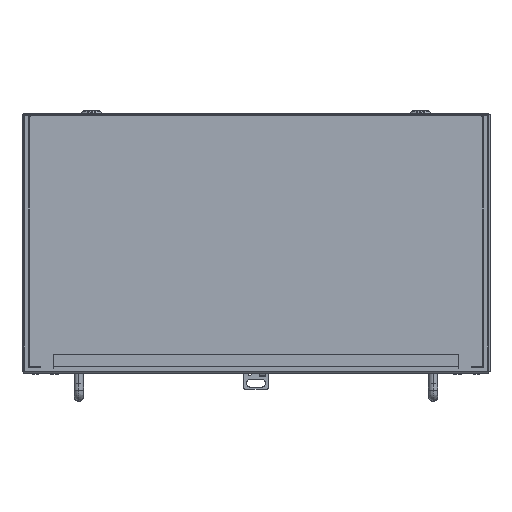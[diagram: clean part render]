
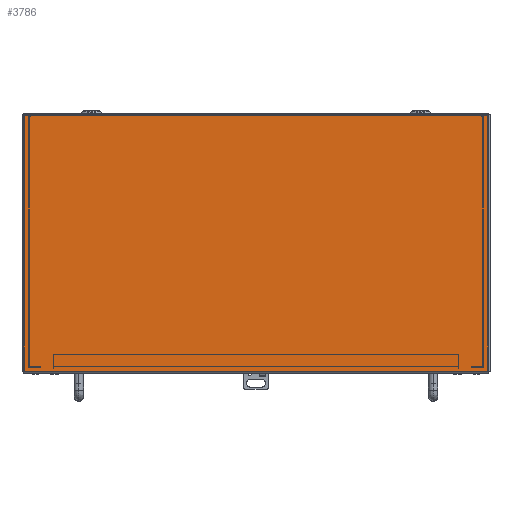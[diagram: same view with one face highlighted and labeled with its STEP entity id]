
A CAD part, top view. The second image highlights one B-rep face of the part: STEP entity #3786.
In plain terms, the highlighted planar face has unit normal (0, 0, 1).
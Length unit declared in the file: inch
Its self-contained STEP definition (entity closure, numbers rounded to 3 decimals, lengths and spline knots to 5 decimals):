
#117 = PLANE ( 'NONE',  #2879 ) ;
#338 = DIRECTION ( 'NONE',  ( 0., 0., 1. ) ) ;
#1241 = LINE ( 'NONE', #17670, #3889 ) ;
#1461 = VERTEX_POINT ( 'NONE', #15896 ) ;
#1575 = CARTESIAN_POINT ( 'NONE',  ( -9.1585, -0.029, 12.0285 ) ) ;
#2257 = EDGE_CURVE ( 'NONE', #21578, #14007, #21528, .T. ) ;
#2879 = AXIS2_PLACEMENT_3D ( 'NONE', #3740, #338, #16887 ) ;
#3543 = EDGE_CURVE ( 'NONE', #19803, #1461, #1241, .T. ) ;
#3740 = CARTESIAN_POINT ( 'NONE',  ( 9.1585, -0.029, 12.0285 ) ) ;
#3786 = ADVANCED_FACE ( 'NONE', ( #5598 ), #117, .T. ) ;
#3889 = VECTOR ( 'NONE', #5433, 39.37008 ) ;
#4665 = ORIENTED_EDGE ( 'NONE', *, *, #7931, .F. ) ;
#5185 = CARTESIAN_POINT ( 'NONE',  ( 9.1585, -10.135, 12.0285 ) ) ;
#5433 = DIRECTION ( 'NONE',  ( -1., 0., 0. ) ) ;
#5598 = FACE_OUTER_BOUND ( 'NONE', #11213, .T. ) ;
#7367 = VECTOR ( 'NONE', #16379, 39.37008 ) ;
#7931 = EDGE_CURVE ( 'NONE', #1461, #21578, #17023, .T. ) ;
#9532 = ORIENTED_EDGE ( 'NONE', *, *, #2257, .F. ) ;
#9686 = LINE ( 'NONE', #20365, #16929 ) ;
#10646 = ORIENTED_EDGE ( 'NONE', *, *, #17657, .F. ) ;
#11213 = EDGE_LOOP ( 'NONE', ( #4665, #15844, #10646, #9532 ) ) ;
#14007 = VERTEX_POINT ( 'NONE', #19492 ) ;
#15844 = ORIENTED_EDGE ( 'NONE', *, *, #3543, .F. ) ;
#15896 = CARTESIAN_POINT ( 'NONE',  ( -9.1585, -10.135, 12.0285 ) ) ;
#16357 = DIRECTION ( 'NONE',  ( 0., -1., 0. ) ) ;
#16379 = DIRECTION ( 'NONE',  ( 1., 0., 0. ) ) ;
#16887 = DIRECTION ( 'NONE',  ( -1., 0., 0. ) ) ;
#16929 = VECTOR ( 'NONE', #16357, 39.37008 ) ;
#17023 = LINE ( 'NONE', #17230, #20063 ) ;
#17230 = CARTESIAN_POINT ( 'NONE',  ( -9.1585, -10.135, 12.0285 ) ) ;
#17657 = EDGE_CURVE ( 'NONE', #14007, #19803, #9686, .T. ) ;
#17670 = CARTESIAN_POINT ( 'NONE',  ( 9.1585, -10.135, 12.0285 ) ) ;
#18978 = DIRECTION ( 'NONE',  ( 0., 1., 0. ) ) ;
#19492 = CARTESIAN_POINT ( 'NONE',  ( 9.1585, -0.029, 12.0285 ) ) ;
#19803 = VERTEX_POINT ( 'NONE', #5185 ) ;
#19814 = CARTESIAN_POINT ( 'NONE',  ( -9.1585, -0.029, 12.0285 ) ) ;
#20063 = VECTOR ( 'NONE', #18978, 39.37008 ) ;
#20365 = CARTESIAN_POINT ( 'NONE',  ( 9.1585, -0.029, 12.0285 ) ) ;
#21528 = LINE ( 'NONE', #1575, #7367 ) ;
#21578 = VERTEX_POINT ( 'NONE', #19814 ) ;
